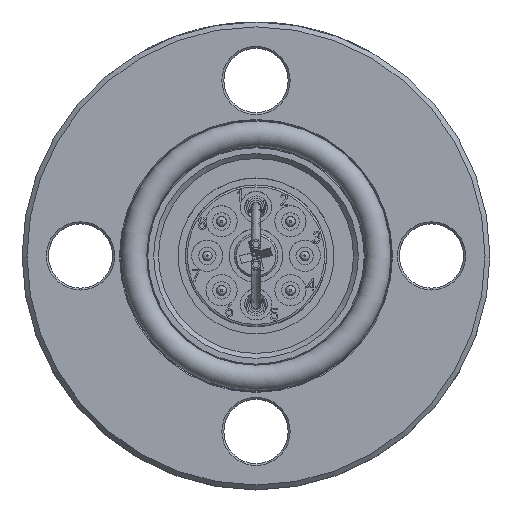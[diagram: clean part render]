
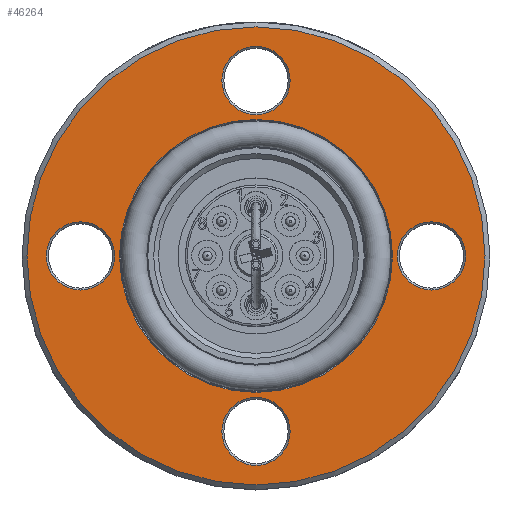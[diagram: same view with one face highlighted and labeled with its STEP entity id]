
A CAD part, top view. The second image highlights one B-rep face of the part: STEP entity #46264.
In plain terms, the highlighted planar face has unit normal (0, 0, 1).
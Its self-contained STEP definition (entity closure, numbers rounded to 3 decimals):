
#2128 = EDGE_CURVE ( 'NONE', #44298, #44298, #33305, .T. ) ;
#3135 = ORIENTED_EDGE ( 'NONE', *, *, #26681, .T. ) ;
#4755 = DIRECTION ( 'NONE',  ( 0., 0., -1. ) ) ;
#5213 = AXIS2_PLACEMENT_3D ( 'NONE', #31886, #17421, #44851 ) ;
#5527 = AXIS2_PLACEMENT_3D ( 'NONE', #39462, #40064, #40349 ) ;
#6004 = AXIS2_PLACEMENT_3D ( 'NONE', #13518, #28206, #14642 ) ;
#6083 = EDGE_CURVE ( 'NONE', #9323, #9323, #27369, .T. ) ;
#7980 = DIRECTION ( 'NONE',  ( 1., 0., 0. ) ) ;
#8280 = DIRECTION ( 'NONE',  ( 0., 0., -1. ) ) ;
#8450 = ORIENTED_EDGE ( 'NONE', *, *, #19802, .T. ) ;
#8577 = CARTESIAN_POINT ( 'NONE',  ( -18., 0., 8. ) ) ;
#9323 = VERTEX_POINT ( 'NONE', #40381 ) ;
#9908 = CARTESIAN_POINT ( 'NONE',  ( 14., 0., 8. ) ) ;
#11195 = AXIS2_PLACEMENT_3D ( 'NONE', #56305, #4755, #51486 ) ;
#12993 = DIRECTION ( 'NONE',  ( 1., 0., 0. ) ) ;
#13134 = EDGE_CURVE ( 'NONE', #27420, #27420, #21870, .T. ) ;
#13518 = CARTESIAN_POINT ( 'NONE',  ( 0., 0., 8. ) ) ;
#14014 = EDGE_LOOP ( 'NONE', ( #42541 ) ) ;
#14642 = DIRECTION ( 'NONE',  ( 1., 0., 0. ) ) ;
#16094 = EDGE_LOOP ( 'NONE', ( #3135 ) ) ;
#16229 = CARTESIAN_POINT ( 'NONE',  ( -14.5, 0., 8. ) ) ;
#16520 = DIRECTION ( 'NONE',  ( 1., 0., 0. ) ) ;
#16943 = EDGE_CURVE ( 'NONE', #33444, #33444, #24688, .T. ) ;
#17421 = DIRECTION ( 'NONE',  ( 0., 0., 1. ) ) ;
#17743 = FACE_BOUND ( 'NONE', #14014, .T. ) ;
#19145 = FACE_BOUND ( 'NONE', #54554, .T. ) ;
#19676 = AXIS2_PLACEMENT_3D ( 'NONE', #35428, #8280, #7980 ) ;
#19802 = EDGE_CURVE ( 'NONE', #37652, #37652, #50486, .T. ) ;
#21870 = CIRCLE ( 'NONE', #5527, 3.5 ) ;
#24688 = CIRCLE ( 'NONE', #11195, 14. ) ;
#24972 = VERTEX_POINT ( 'NONE', #16229 ) ;
#25968 = DIRECTION ( 'NONE',  ( 0., 0., -1. ) ) ;
#26681 = EDGE_CURVE ( 'NONE', #24972, #24972, #37049, .T. ) ;
#26958 = DIRECTION ( 'NONE',  ( 0., 0., -1. ) ) ;
#27369 = CIRCLE ( 'NONE', #19676, 3.5 ) ;
#27420 = VERTEX_POINT ( 'NONE', #50006 ) ;
#28206 = DIRECTION ( 'NONE',  ( 0., 0., 1. ) ) ;
#28508 = FACE_BOUND ( 'NONE', #51960, .T. ) ;
#30166 = CARTESIAN_POINT ( 'NONE',  ( 21.5, 0., 8. ) ) ;
#31368 = ORIENTED_EDGE ( 'NONE', *, *, #6083, .T. ) ;
#31886 = CARTESIAN_POINT ( 'NONE',  ( 0., 0., 8. ) ) ;
#33305 = CIRCLE ( 'NONE', #54482, 3.5 ) ;
#33444 = VERTEX_POINT ( 'NONE', #9908 ) ;
#34708 = ORIENTED_EDGE ( 'NONE', *, *, #13134, .T. ) ;
#34944 = EDGE_LOOP ( 'NONE', ( #8450 ) ) ;
#35428 = CARTESIAN_POINT ( 'NONE',  ( 0., 18., 8. ) ) ;
#36152 = PLANE ( 'NONE',  #6004 ) ;
#37049 = CIRCLE ( 'NONE', #55310, 3.5 ) ;
#37652 = VERTEX_POINT ( 'NONE', #42457 ) ;
#37891 = ORIENTED_EDGE ( 'NONE', *, *, #2128, .T. ) ;
#39462 = CARTESIAN_POINT ( 'NONE',  ( 0., -18., 8. ) ) ;
#40064 = DIRECTION ( 'NONE',  ( 0., 0., -1. ) ) ;
#40349 = DIRECTION ( 'NONE',  ( 1., 0., 0. ) ) ;
#40381 = CARTESIAN_POINT ( 'NONE',  ( 3.5, 18., 8. ) ) ;
#42352 = FACE_BOUND ( 'NONE', #16094, .T. ) ;
#42457 = CARTESIAN_POINT ( 'NONE',  ( 23.5, 0., 8. ) ) ;
#42541 = ORIENTED_EDGE ( 'NONE', *, *, #16943, .T. ) ;
#44298 = VERTEX_POINT ( 'NONE', #30166 ) ;
#44851 = DIRECTION ( 'NONE',  ( 1., 0., 0. ) ) ;
#46264 = ADVANCED_FACE ( 'NONE', ( #17743, #28508, #19145, #42352, #55916, #59028 ), #36152, .T. ) ;
#49459 = CARTESIAN_POINT ( 'NONE',  ( 18., 0., 8. ) ) ;
#50006 = CARTESIAN_POINT ( 'NONE',  ( 3.5, -18., 8. ) ) ;
#50486 = CIRCLE ( 'NONE', #5213, 23.5 ) ;
#51486 = DIRECTION ( 'NONE',  ( 1., 0., 0. ) ) ;
#51960 = EDGE_LOOP ( 'NONE', ( #34708 ) ) ;
#54482 = AXIS2_PLACEMENT_3D ( 'NONE', #49459, #25968, #12993 ) ;
#54554 = EDGE_LOOP ( 'NONE', ( #31368 ) ) ;
#54631 = EDGE_LOOP ( 'NONE', ( #37891 ) ) ;
#55310 = AXIS2_PLACEMENT_3D ( 'NONE', #8577, #26958, #16520 ) ;
#55916 = FACE_BOUND ( 'NONE', #54631, .T. ) ;
#56305 = CARTESIAN_POINT ( 'NONE',  ( 0., 0., 8. ) ) ;
#59028 = FACE_OUTER_BOUND ( 'NONE', #34944, .T. ) ;
